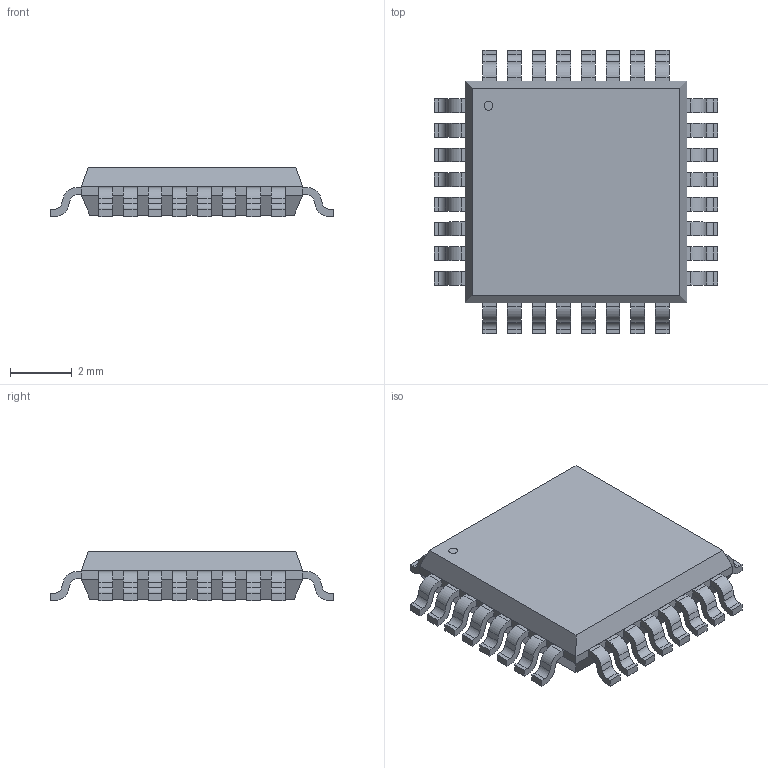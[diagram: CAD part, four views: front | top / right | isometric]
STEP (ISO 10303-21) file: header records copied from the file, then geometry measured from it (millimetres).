
FILE_DESCRIPTION(('STEP AP214'),'1');
FILE_NAME('LQFP32_7X7_STM','2022-10-07T21:08:12',(''),(''),'','','');
FILE_SCHEMA(('AUTOMOTIVE_DESIGN'));
Length unit declared in the file: millimetre
Products named in the file (1): product
Bounding box: 9.19 x 9.19 x 1.6 mm (x, y, z)
Volume: 80.3 mm3; surface area: 203.5 mm2
Topology: 34 solids, 34 shells, 465 faces, 1183 edges, 786 vertices
Faces by surface type: plane 336, cylinder 129
Full cylindrical faces by diameter (mm): 0.288 x1
Entity records: 13368 total; most frequent: DIRECTION 2374, ORIENTED_EDGE 2364, CARTESIAN_POINT 1383, EDGE_CURVE 1182, LINE 924, VECTOR 924, VERTEX_POINT 786, AXIS2_PLACEMENT_3D 725
